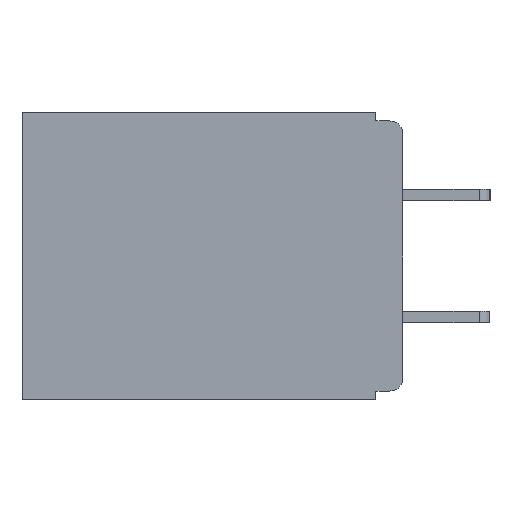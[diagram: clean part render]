
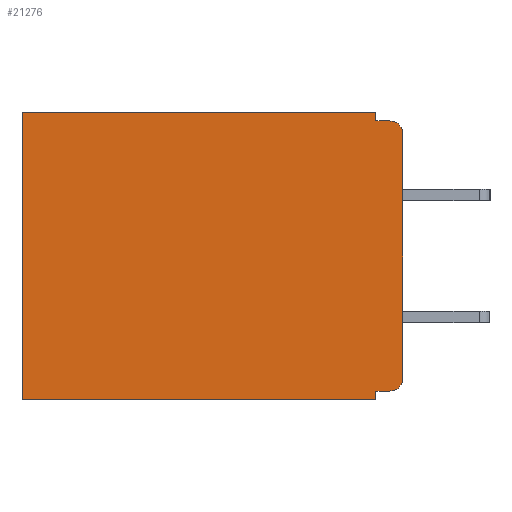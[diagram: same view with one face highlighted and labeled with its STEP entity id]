
A CAD part, left-side view. The second image highlights one B-rep face of the part: STEP entity #21276.
In plain terms, the highlighted planar face has unit normal (-1, 0, 0).
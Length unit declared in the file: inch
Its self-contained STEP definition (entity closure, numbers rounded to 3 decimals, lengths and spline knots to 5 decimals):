
#208 = CIRCLE ( 'NONE', #25130, 0.015 ) ;
#227 = ORIENTED_EDGE ( 'NONE', *, *, #11578, .F. ) ;
#400 = CARTESIAN_POINT ( 'NONE',  ( 0.3, 0.031, 0. ) ) ;
#716 = EDGE_CURVE ( 'NONE', #17676, #2589, #16689, .T. ) ;
#797 = ORIENTED_EDGE ( 'NONE', *, *, #1070, .T. ) ;
#807 = ORIENTED_EDGE ( 'NONE', *, *, #16055, .F. ) ;
#924 = ORIENTED_EDGE ( 'NONE', *, *, #5197, .F. ) ;
#1007 = ORIENTED_EDGE ( 'NONE', *, *, #21529, .T. ) ;
#1070 = EDGE_CURVE ( 'NONE', #17676, #21305, #13847, .T. ) ;
#1221 = DIRECTION ( 'NONE',  ( 0., 0., -1. ) ) ;
#1586 = VERTEX_POINT ( 'NONE', #9077 ) ;
#1728 = ORIENTED_EDGE ( 'NONE', *, *, #18629, .F. ) ;
#1790 = EDGE_CURVE ( 'NONE', #13749, #12065, #8272, .T. ) ;
#2181 = CARTESIAN_POINT ( 'NONE',  ( 0.3, 0., -0.01 ) ) ;
#2320 = ORIENTED_EDGE ( 'NONE', *, *, #1790, .T. ) ;
#2589 = VERTEX_POINT ( 'NONE', #21730 ) ;
#2957 = VECTOR ( 'NONE', #12062, 39.37008 ) ;
#3211 = CARTESIAN_POINT ( 'NONE',  ( 0.3, 0., -0.33 ) ) ;
#3633 = LINE ( 'NONE', #2181, #8320 ) ;
#4029 = CARTESIAN_POINT ( 'NONE',  ( 0.3, 0.031, -0.33 ) ) ;
#4184 = CARTESIAN_POINT ( 'NONE',  ( 0.3, 0.437, 0. ) ) ;
#4316 = LINE ( 'NONE', #4855, #13612 ) ;
#4729 = DIRECTION ( 'NONE',  ( -1., 0., 0. ) ) ;
#4855 = CARTESIAN_POINT ( 'NONE',  ( 0.3, 0., 0. ) ) ;
#5197 = EDGE_CURVE ( 'NONE', #7166, #1586, #20768, .T. ) ;
#5203 = CARTESIAN_POINT ( 'NONE',  ( 0.3, 0.015, -0.025 ) ) ;
#6010 = FACE_OUTER_BOUND ( 'NONE', #15298, .T. ) ;
#6579 = EDGE_CURVE ( 'NONE', #7432, #13749, #4316, .T. ) ;
#6859 = DIRECTION ( 'NONE',  ( -1., 0., 0. ) ) ;
#6925 = DIRECTION ( 'NONE',  ( 0., 1., 0. ) ) ;
#7166 = VERTEX_POINT ( 'NONE', #20666 ) ;
#7432 = VERTEX_POINT ( 'NONE', #12402 ) ;
#7921 = VECTOR ( 'NONE', #16058, 39.37008 ) ;
#7988 = AXIS2_PLACEMENT_3D ( 'NONE', #18991, #13206, #1221 ) ;
#8272 = LINE ( 'NONE', #10340, #2957 ) ;
#8320 = VECTOR ( 'NONE', #18100, 39.37008 ) ;
#9077 = CARTESIAN_POINT ( 'NONE',  ( 0.3, 0.031, -0.32 ) ) ;
#9376 = ORIENTED_EDGE ( 'NONE', *, *, #6579, .T. ) ;
#9434 = CARTESIAN_POINT ( 'NONE',  ( 0.3, 0., -0.025 ) ) ;
#9615 = CARTESIAN_POINT ( 'NONE',  ( 0.3, 0.031, -0.01 ) ) ;
#10340 = CARTESIAN_POINT ( 'NONE',  ( 0.3, 0.437, -0.33 ) ) ;
#10899 = LINE ( 'NONE', #3211, #21988 ) ;
#11320 = VERTEX_POINT ( 'NONE', #16114 ) ;
#11578 = EDGE_CURVE ( 'NONE', #11320, #12065, #10899, .T. ) ;
#11686 = LINE ( 'NONE', #400, #16991 ) ;
#11924 = ORIENTED_EDGE ( 'NONE', *, *, #18719, .F. ) ;
#12008 = VECTOR ( 'NONE', #21416, 39.37008 ) ;
#12062 = DIRECTION ( 'NONE',  ( 0., 0., -1. ) ) ;
#12065 = VERTEX_POINT ( 'NONE', #12463 ) ;
#12373 = DIRECTION ( 'NONE',  ( 0., 0., -1. ) ) ;
#12402 = CARTESIAN_POINT ( 'NONE',  ( 0.3, 0.031, 0. ) ) ;
#12463 = CARTESIAN_POINT ( 'NONE',  ( 0.3, 0.437, -0.33 ) ) ;
#13182 = LINE ( 'NONE', #4029, #7921 ) ;
#13206 = DIRECTION ( 'NONE',  ( 1., 0., 0. ) ) ;
#13612 = VECTOR ( 'NONE', #6925, 39.37008 ) ;
#13749 = VERTEX_POINT ( 'NONE', #4184 ) ;
#13847 = CIRCLE ( 'NONE', #14762, 0.015 ) ;
#14762 = AXIS2_PLACEMENT_3D ( 'NONE', #5203, #4729, #16985 ) ;
#15298 = EDGE_LOOP ( 'NONE', ( #24203, #797, #1728, #11924, #9376, #2320, #227, #807, #924, #1007 ) ) ;
#15554 = VECTOR ( 'NONE', #21639, 39.37008 ) ;
#16055 = EDGE_CURVE ( 'NONE', #1586, #11320, #13182, .T. ) ;
#16058 = DIRECTION ( 'NONE',  ( 0., 0., -1. ) ) ;
#16114 = CARTESIAN_POINT ( 'NONE',  ( 0.3, 0.031, -0.33 ) ) ;
#16689 = LINE ( 'NONE', #18383, #12008 ) ;
#16985 = DIRECTION ( 'NONE',  ( 0., 0., -1. ) ) ;
#16991 = VECTOR ( 'NONE', #12373, 39.37008 ) ;
#17251 = CARTESIAN_POINT ( 'NONE',  ( 0.3, 0., -0.32 ) ) ;
#17676 = VERTEX_POINT ( 'NONE', #9434 ) ;
#18100 = DIRECTION ( 'NONE',  ( 0., -1., 0. ) ) ;
#18383 = CARTESIAN_POINT ( 'NONE',  ( 0.3, 0., -0.33 ) ) ;
#18629 = EDGE_CURVE ( 'NONE', #23712, #21305, #3633, .T. ) ;
#18711 = CARTESIAN_POINT ( 'NONE',  ( 0.3, 0.015, -0.305 ) ) ;
#18719 = EDGE_CURVE ( 'NONE', #7432, #23712, #11686, .T. ) ;
#18991 = CARTESIAN_POINT ( 'NONE',  ( 0.3, 0., -0.33 ) ) ;
#19069 = PLANE ( 'NONE',  #7988 ) ;
#19150 = CARTESIAN_POINT ( 'NONE',  ( 0.3, 0.015, -0.01 ) ) ;
#20665 = DIRECTION ( 'NONE',  ( 0., 0., -1. ) ) ;
#20666 = CARTESIAN_POINT ( 'NONE',  ( 0.3, 0.015, -0.32 ) ) ;
#20768 = LINE ( 'NONE', #17251, #15554 ) ;
#21276 = ADVANCED_FACE ( 'NONE', ( #6010 ), #19069, .F. ) ;
#21305 = VERTEX_POINT ( 'NONE', #19150 ) ;
#21416 = DIRECTION ( 'NONE',  ( 0., 0., -1. ) ) ;
#21529 = EDGE_CURVE ( 'NONE', #7166, #2589, #208, .T. ) ;
#21639 = DIRECTION ( 'NONE',  ( 0., 1., 0. ) ) ;
#21730 = CARTESIAN_POINT ( 'NONE',  ( 0.3, 0., -0.305 ) ) ;
#21988 = VECTOR ( 'NONE', #22967, 39.37008 ) ;
#22967 = DIRECTION ( 'NONE',  ( 0., 1., 0. ) ) ;
#23712 = VERTEX_POINT ( 'NONE', #9615 ) ;
#24203 = ORIENTED_EDGE ( 'NONE', *, *, #716, .F. ) ;
#25130 = AXIS2_PLACEMENT_3D ( 'NONE', #18711, #6859, #20665 ) ;
